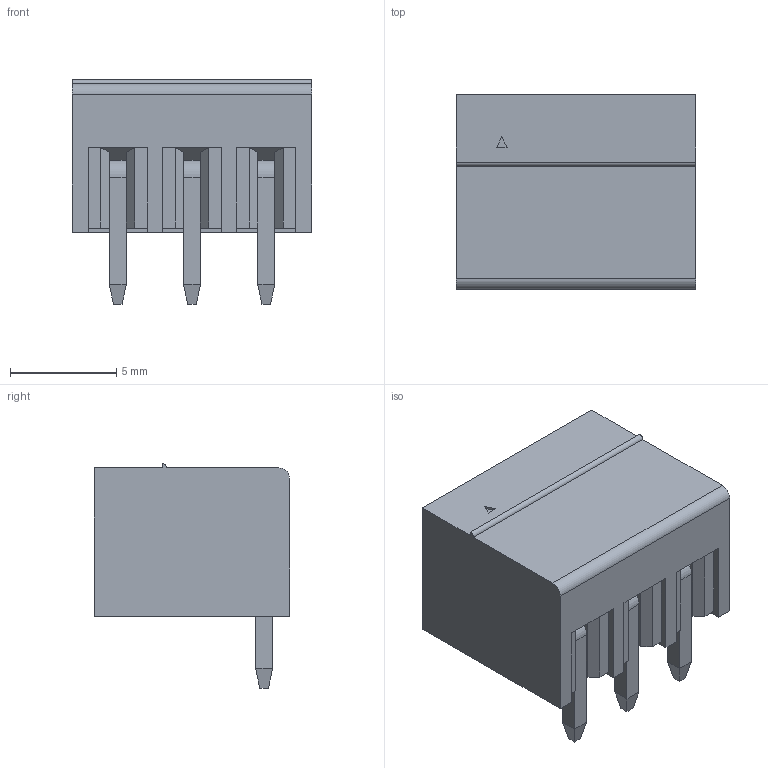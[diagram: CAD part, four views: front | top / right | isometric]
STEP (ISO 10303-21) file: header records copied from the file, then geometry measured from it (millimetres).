
FILE_DESCRIPTION (( 'STEP AP214' ), '1' );
FILE_NAME ('15EDGRC-3.5-03P-14-00AH.STEP', '2021-01-29T02:01:16', ( '' ), ( '' ), 'SwSTEP 2.0', 'SolidWorks 2020', '' );
FILE_SCHEMA (( 'AUTOMOTIVE_DESIGN' ));
Length unit declared in the file: millimetre
Products named in the file (1): 15EDGRC-3.5-03P-14-00AH
Bounding box: 11.3 x 9.2 x 10.6 mm (x, y, z)
Volume: 338 mm3; surface area: 1155.4 mm2
Topology: 1 solids, 4 shells, 533 faces, 1425 edges, 936 vertices
Faces by surface type: plane 362, bspline 151, cylinder 11, torus 6, cone 3
Entity records: 27776 total; most frequent: CARTESIAN_POINT 11670, ORIENTED_EDGE 2850, DIRECTION 1932, EDGE_CURVE 1425, VECTOR 1080, LINE 1080, VERTEX_POINT 936, EDGE_LOOP 569
